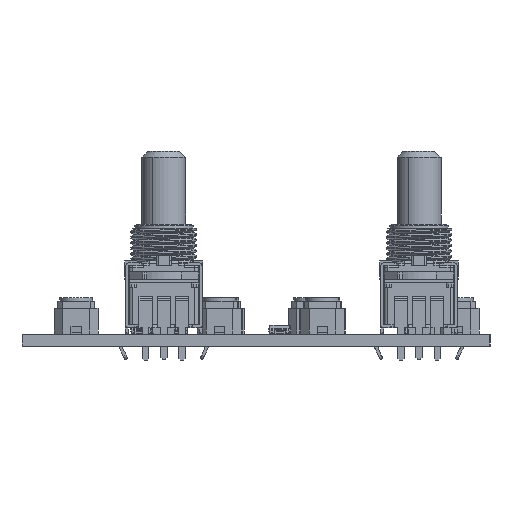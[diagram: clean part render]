
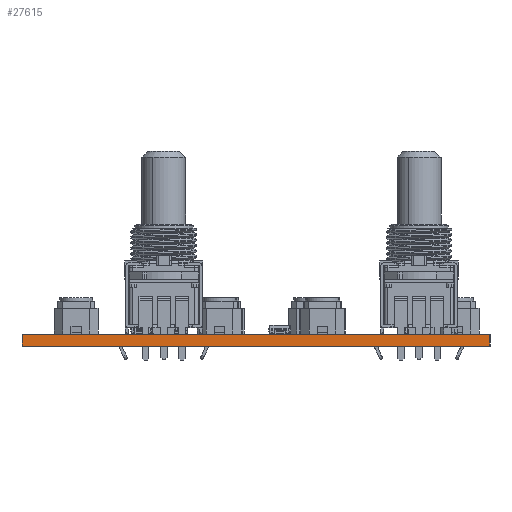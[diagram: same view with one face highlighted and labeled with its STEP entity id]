
A CAD part, left-side view. The second image highlights one B-rep face of the part: STEP entity #27615.
In plain terms, the highlighted planar face has unit normal (-1, 0, 0).
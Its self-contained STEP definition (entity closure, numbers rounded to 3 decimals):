
#27559 = VERTEX_POINT('',#27560);
#27560 = CARTESIAN_POINT('',(0.,0.,1.6));
#27566 = EDGE_CURVE('',#27567,#27559,#27569,.T.);
#27567 = VERTEX_POINT('',#27568);
#27568 = CARTESIAN_POINT('',(0.,-0.,0.));
#27569 = LINE('',#27570,#27571);
#27570 = CARTESIAN_POINT('',(0.,-0.,0.));
#27571 = VECTOR('',#27572,1.);
#27572 = DIRECTION('',(0.,0.,1.));
#27615 = ADVANCED_FACE('',(#27616),#27641,.T.);
#27616 = FACE_BOUND('',#27617,.T.);
#27617 = EDGE_LOOP('',(#27618,#27619,#27627,#27635));
#27618 = ORIENTED_EDGE('',*,*,#27566,.T.);
#27619 = ORIENTED_EDGE('',*,*,#27620,.T.);
#27620 = EDGE_CURVE('',#27559,#27621,#27623,.T.);
#27621 = VERTEX_POINT('',#27622);
#27622 = CARTESIAN_POINT('',(0.,64.,1.6));
#27623 = LINE('',#27624,#27625);
#27624 = CARTESIAN_POINT('',(0.,0.,1.6));
#27625 = VECTOR('',#27626,1.);
#27626 = DIRECTION('',(0.,1.,0.));
#27627 = ORIENTED_EDGE('',*,*,#27628,.F.);
#27628 = EDGE_CURVE('',#27629,#27621,#27631,.T.);
#27629 = VERTEX_POINT('',#27630);
#27630 = CARTESIAN_POINT('',(0.,64.,0.));
#27631 = LINE('',#27632,#27633);
#27632 = CARTESIAN_POINT('',(0.,64.,0.));
#27633 = VECTOR('',#27634,1.);
#27634 = DIRECTION('',(0.,0.,1.));
#27635 = ORIENTED_EDGE('',*,*,#27636,.F.);
#27636 = EDGE_CURVE('',#27567,#27629,#27637,.T.);
#27637 = LINE('',#27638,#27639);
#27638 = CARTESIAN_POINT('',(0.,-0.,0.));
#27639 = VECTOR('',#27640,1.);
#27640 = DIRECTION('',(0.,1.,0.));
#27641 = PLANE('',#27642);
#27642 = AXIS2_PLACEMENT_3D('',#27643,#27644,#27645);
#27643 = CARTESIAN_POINT('',(0.,0.,0.));
#27644 = DIRECTION('',(-1.,0.,0.));
#27645 = DIRECTION('',(0.,1.,0.));
